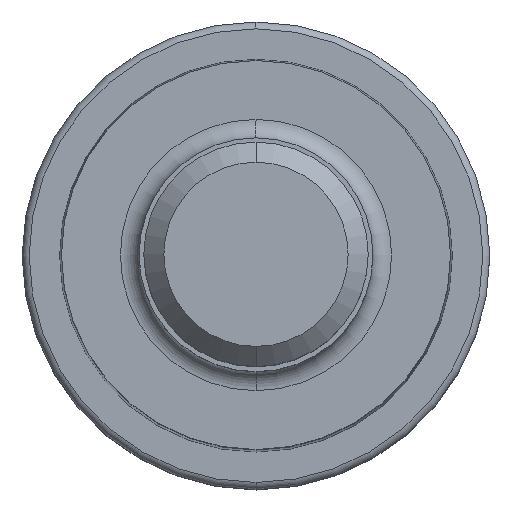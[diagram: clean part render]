
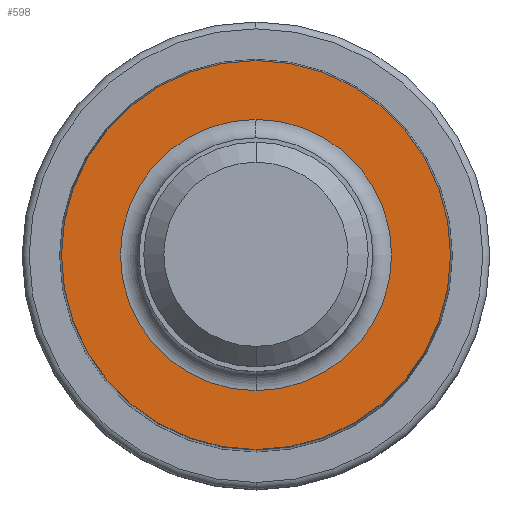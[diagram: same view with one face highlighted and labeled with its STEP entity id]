
A CAD part, top view. The second image highlights one B-rep face of the part: STEP entity #598.
In plain terms, the highlighted planar face has unit normal (0, 0, 1).
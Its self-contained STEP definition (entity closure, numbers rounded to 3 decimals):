
#364=EDGE_CURVE('',#616,#476,#911,.T.);
#372=EDGE_CURVE('',#808,#380,#921,.T.);
#380=VERTEX_POINT('',#929);
#476=VERTEX_POINT('',#1033);
#514=EDGE_CURVE('',#476,#616,#1074,.T.);
#598=ADVANCED_FACE('',(#1168,#1169),#1170,.T.);
#616=VERTEX_POINT('',#1191);
#758=EDGE_CURVE('',#380,#808,#1348,.T.);
#808=VERTEX_POINT('',#1403);
#911=CIRCLE('',#1532,7.25);
#921=CIRCLE('',#1544,10.4);
#929=CARTESIAN_POINT('',(0.0,10.4,0.0));
#1033=CARTESIAN_POINT('',(0.0,7.25,0.0));
#1074=CIRCLE('',#1768,7.25);
#1168=FACE_OUTER_BOUND('',#1894,.T.);
#1169=FACE_BOUND('',#1895,.T.);
#1170=PLANE('',#1896);
#1191=CARTESIAN_POINT('',(0.,-7.25,0.0));
#1348=CIRCLE('',#2140,10.4);
#1403=CARTESIAN_POINT('',(0.,-10.4,0.0));
#1532=AXIS2_PLACEMENT_3D('',#2363,#2364,#2365);
#1544=AXIS2_PLACEMENT_3D('',#2386,#2387,#2388);
#1768=AXIS2_PLACEMENT_3D('',#2548,#2549,#2550);
#1894=EDGE_LOOP('',(#2676,#2677));
#1895=EDGE_LOOP('',(#2678,#2679));
#1896=AXIS2_PLACEMENT_3D('',#2680,#2681,#2682);
#2140=AXIS2_PLACEMENT_3D('',#2913,#2914,#2915);
#2363=CARTESIAN_POINT('',(0.0,0.0,0.0));
#2364=DIRECTION('',(0.0,0.0,-1.0));
#2365=DIRECTION('',(0.0,1.0,0.0));
#2386=CARTESIAN_POINT('',(0.0,0.0,0.0));
#2387=DIRECTION('',(0.0,0.0,-1.0));
#2388=DIRECTION('',(0.0,1.0,0.0));
#2548=CARTESIAN_POINT('',(0.0,0.0,0.0));
#2549=DIRECTION('',(0.0,0.0,-1.0));
#2550=DIRECTION('',(0.0,1.0,0.0));
#2676=ORIENTED_EDGE('',*,*,#758,.F.);
#2677=ORIENTED_EDGE('',*,*,#372,.F.);
#2678=ORIENTED_EDGE('',*,*,#514,.T.);
#2679=ORIENTED_EDGE('',*,*,#364,.T.);
#2680=CARTESIAN_POINT('',(0.0,5.2,0.0));
#2681=DIRECTION('',(-0.0,0.0,1.0));
#2682=DIRECTION('',(0.0,-1.0,0.0));
#2913=CARTESIAN_POINT('',(0.0,0.0,0.0));
#2914=DIRECTION('',(0.0,0.0,-1.0));
#2915=DIRECTION('',(0.0,1.0,0.0));
